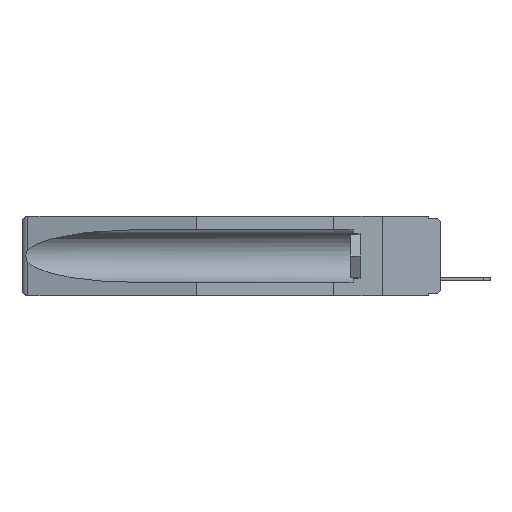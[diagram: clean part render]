
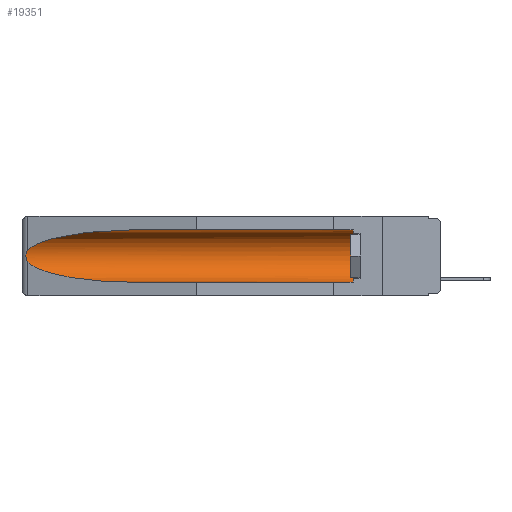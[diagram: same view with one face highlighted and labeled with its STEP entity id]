
A CAD part, left-side view. The second image highlights one B-rep face of the part: STEP entity #19351.
In plain terms, the highlighted cylindrical face has radius 2.857 mm (diameter 5.715 mm), a partial arc.
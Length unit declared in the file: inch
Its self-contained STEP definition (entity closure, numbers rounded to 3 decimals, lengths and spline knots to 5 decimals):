
#1176 = VERTEX_POINT ( 'NONE', #10369 ) ;
#1759 = CARTESIAN_POINT ( 'NONE',  ( 0.155, -0.30754, -0.059 ) ) ;
#3438 = CARTESIAN_POINT ( 'NONE',  ( 0.25451, 1.48313, -0.09465 ) ) ;
#3530 = CARTESIAN_POINT ( 'NONE',  ( 0.26537, 1.52718, -0.14972 ) ) ;
#4255 = CIRCLE ( 'NONE', #6290, 0.1125 ) ;
#5151 = VERTEX_POINT ( 'NONE', #13411 ) ;
#5250 = EDGE_CURVE ( 'NONE', #5151, #20436, #4255, .T. ) ;
#5910 = DIRECTION ( 'NONE',  ( 0., 1., 0. ) ) ;
#6187 = FACE_OUTER_BOUND ( 'NONE', #16687, .T. ) ;
#6208 = DIRECTION ( 'NONE',  ( 0., 0., 1. ) ) ;
#6290 = AXIS2_PLACEMENT_3D ( 'NONE', #8229, #17945, #6208 ) ;
#6307 = ORIENTED_EDGE ( 'NONE', *, *, #9540, .F. ) ;
#7094 = DIRECTION ( 'NONE',  ( 0., 1., 0. ) ) ;
#7358 = CARTESIAN_POINT ( 'NONE',  ( 0.2675, 1.53308, -0.16763 ) ) ;
#8229 = CARTESIAN_POINT ( 'NONE',  ( 0.155, 0.126, -0.1715 ) ) ;
#8244 = VECTOR ( 'NONE', #5910, 39.37008 ) ;
#8448 =( BOUNDED_CURVE ( )  B_SPLINE_CURVE ( 3, ( #21198, #25108, #3438, #3530 ),
 .UNSPECIFIED., .F., .F. ) 
 B_SPLINE_CURVE_WITH_KNOTS ( ( 4, 4 ),
 ( 4.71239, 6.08839 ),
 .UNSPECIFIED. ) 
 CURVE ( )  GEOMETRIC_REPRESENTATION_ITEM ( )  RATIONAL_B_SPLINE_CURVE ( ( 1., 0.848, 0.848, 1. ) ) 
 REPRESENTATION_ITEM ( '' )  );
#8504 = CARTESIAN_POINT ( 'NONE',  ( 0.155, 1.07973, -0.284 ) ) ;
#9231 = ORIENTED_EDGE ( 'NONE', *, *, #5250, .T. ) ;
#9254 = CARTESIAN_POINT ( 'NONE',  ( 0.26597, 1.52961, -0.15275 ) ) ;
#9342 = CARTESIAN_POINT ( 'NONE',  ( 0.26537, 1.52718, -0.14972 ) ) ;
#9427 = CARTESIAN_POINT ( 'NONE',  ( 0.26597, 1.5296, -0.19026 ) ) ;
#9540 = EDGE_CURVE ( 'NONE', #5151, #20119, #11496, .T. ) ;
#10369 = CARTESIAN_POINT ( 'NONE',  ( 0.155, 1.07973, -0.059 ) ) ;
#10505 = CARTESIAN_POINT ( 'NONE',  ( 0.26537, 1.52718, -0.14972 ) ) ;
#10751 = EDGE_CURVE ( 'NONE', #15317, #20119, #23976, .T. ) ;
#11174 = ORIENTED_EDGE ( 'NONE', *, *, #17733, .T. ) ;
#11496 = LINE ( 'NONE', #13156, #24006 ) ;
#11946 = EDGE_CURVE ( 'NONE', #1176, #23568, #8448, .T. ) ;
#13156 = CARTESIAN_POINT ( 'NONE',  ( 0.155, -0.30754, -0.284 ) ) ;
#13411 = CARTESIAN_POINT ( 'NONE',  ( 0.155, 0.126, -0.284 ) ) ;
#14262 = CARTESIAN_POINT ( 'NONE',  ( 0.25451, 1.48313, -0.24835 ) ) ;
#14344 = CARTESIAN_POINT ( 'NONE',  ( 0.21114, 1.30732, -0.284 ) ) ;
#14695 = LINE ( 'NONE', #1759, #8244 ) ;
#15317 = VERTEX_POINT ( 'NONE', #21923 ) ;
#15332 = CARTESIAN_POINT ( 'NONE',  ( 0.26654, 1.53092, -0.15636 ) ) ;
#15963 = EDGE_CURVE ( 'NONE', #23568, #15317, #20236, .T. ) ;
#16629 = CARTESIAN_POINT ( 'NONE',  ( 0.155, 0.126, -0.059 ) ) ;
#16687 = EDGE_LOOP ( 'NONE', ( #22207, #23500, #18856, #6307, #9231, #11174 ) ) ;
#16978 = CARTESIAN_POINT ( 'NONE',  ( 0.26537, 1.52718, -0.19328 ) ) ;
#17520 = CARTESIAN_POINT ( 'NONE',  ( 0.155, 1.07973, -0.284 ) ) ;
#17733 = EDGE_CURVE ( 'NONE', #20436, #1176, #14695, .T. ) ;
#17945 = DIRECTION ( 'NONE',  ( 0., -1., 0. ) ) ;
#18856 = ORIENTED_EDGE ( 'NONE', *, *, #10751, .T. ) ;
#19351 = ADVANCED_FACE ( 'NONE', ( #6187 ), #21534, .F. ) ;
#20119 = VERTEX_POINT ( 'NONE', #17520 ) ;
#20236 = B_SPLINE_CURVE_WITH_KNOTS ( 'NONE', 3,
 ( #9342, #9254, #15332, #21240, #7358, #24906, #21069, #23021, #9427, #16978 ),
 .UNSPECIFIED., .F., .F.,
 ( 4, 2, 2, 2, 4 ),
 ( 0., 0.00029, 0.00058, 0.00087, 0.00117 ),
 .UNSPECIFIED. ) ;
#20436 = VERTEX_POINT ( 'NONE', #16629 ) ;
#20888 = CARTESIAN_POINT ( 'NONE',  ( 0.155, -0.30754, -0.1715 ) ) ;
#21069 = CARTESIAN_POINT ( 'NONE',  ( 0.2673, 1.53269, -0.17917 ) ) ;
#21198 = CARTESIAN_POINT ( 'NONE',  ( 0.155, 1.07973, -0.059 ) ) ;
#21240 = CARTESIAN_POINT ( 'NONE',  ( 0.2673, 1.5327, -0.16383 ) ) ;
#21534 = CYLINDRICAL_SURFACE ( 'NONE', #22184, 0.1125 ) ;
#21923 = CARTESIAN_POINT ( 'NONE',  ( 0.26537, 1.52718, -0.19328 ) ) ;
#22184 = AXIS2_PLACEMENT_3D ( 'NONE', #20888, #7094, #24640 ) ;
#22207 = ORIENTED_EDGE ( 'NONE', *, *, #11946, .T. ) ;
#22805 = DIRECTION ( 'NONE',  ( 0., 1., 0. ) ) ;
#23021 = CARTESIAN_POINT ( 'NONE',  ( 0.26655, 1.53094, -0.18657 ) ) ;
#23500 = ORIENTED_EDGE ( 'NONE', *, *, #15963, .T. ) ;
#23568 = VERTEX_POINT ( 'NONE', #10505 ) ;
#23976 =( BOUNDED_CURVE ( )  B_SPLINE_CURVE ( 3, ( #23996, #14262, #14344, #8504 ),
 .UNSPECIFIED., .F., .F. ) 
 B_SPLINE_CURVE_WITH_KNOTS ( ( 4, 4 ),
 ( 0.1948, 1.5708 ),
 .UNSPECIFIED. ) 
 CURVE ( )  GEOMETRIC_REPRESENTATION_ITEM ( )  RATIONAL_B_SPLINE_CURVE ( ( 1., 0.848, 0.848, 1. ) ) 
 REPRESENTATION_ITEM ( '' )  );
#23996 = CARTESIAN_POINT ( 'NONE',  ( 0.26537, 1.52718, -0.19328 ) ) ;
#24006 = VECTOR ( 'NONE', #22805, 39.37008 ) ;
#24640 = DIRECTION ( 'NONE',  ( 0., 0., 1. ) ) ;
#24906 = CARTESIAN_POINT ( 'NONE',  ( 0.2675, 1.53308, -0.17534 ) ) ;
#25108 = CARTESIAN_POINT ( 'NONE',  ( 0.21114, 1.30732, -0.059 ) ) ;
